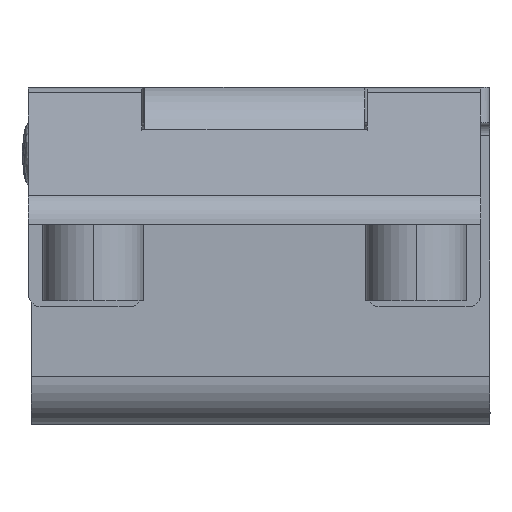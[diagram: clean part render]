
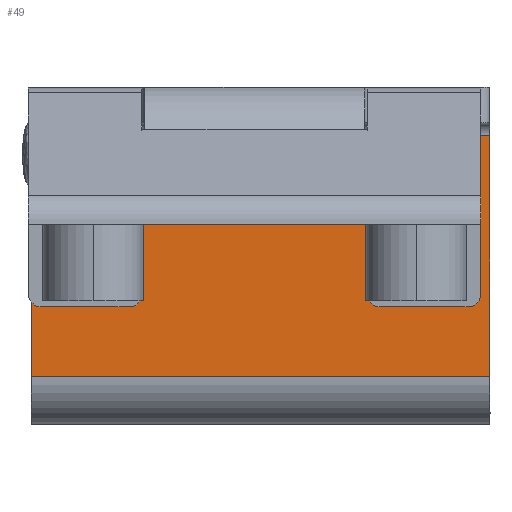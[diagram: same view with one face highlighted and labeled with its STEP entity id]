
A CAD part, left-side view. The second image highlights one B-rep face of the part: STEP entity #49.
In plain terms, the highlighted planar face has unit normal (-1, 0, 0).
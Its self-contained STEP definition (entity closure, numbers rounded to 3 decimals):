
#49=ADVANCED_FACE('',(#153),#1799,.T.);
#153=FACE_OUTER_BOUND('',#265,.T.);
#265=EDGE_LOOP('',(#457,#458,#459,#460));
#457=ORIENTED_EDGE('',*,*,#1011,.T.);
#458=ORIENTED_EDGE('',*,*,#944,.T.);
#459=ORIENTED_EDGE('',*,*,#1004,.T.);
#460=ORIENTED_EDGE('',*,*,#946,.F.);
#944=EDGE_CURVE('',#1613,#1603,#1442,.T.);
#946=EDGE_CURVE('',#1614,#1604,#1444,.T.);
#1004=EDGE_CURVE('',#1603,#1604,#1476,.T.);
#1011=EDGE_CURVE('',#1614,#1613,#1479,.T.);
#1442=B_SPLINE_CURVE_WITH_KNOTS('',1,(#2608,#2609),.UNSPECIFIED.,.F.,.F.,
(2,2),(191.458,210.358),.UNSPECIFIED.);
#1444=B_SPLINE_CURVE_WITH_KNOTS('',1,(#2612,#2613),.UNSPECIFIED.,.F.,.F.,
(2,2),(191.458,210.358),.UNSPECIFIED.);
#1476=B_SPLINE_CURVE_WITH_KNOTS('',1,(#2746,#2747),.UNSPECIFIED.,.F.,.F.,
(2,2),(0.,36.),.UNSPECIFIED.);
#1479=B_SPLINE_CURVE_WITH_KNOTS('',1,(#2764,#2765),.UNSPECIFIED.,.F.,.F.,
(2,2),(0.,36.),.UNSPECIFIED.);
#1603=VERTEX_POINT('',#2512);
#1604=VERTEX_POINT('',#2513);
#1613=VERTEX_POINT('',#2522);
#1614=VERTEX_POINT('',#2523);
#1799=PLANE('',#1936);
#1936=AXIS2_PLACEMENT_3D('',#2436,#2136,$);
#2136=DIRECTION('',(-1.,0.,0.));
#2436=CARTESIAN_POINT('',(37.118,-18.475,-22.231));
#2512=CARTESIAN_POINT('',(37.118,-18.475,0.469));
#2513=CARTESIAN_POINT('',(37.118,17.525,0.469));
#2522=CARTESIAN_POINT('',(37.118,-18.475,-18.431));
#2523=CARTESIAN_POINT('',(37.118,17.525,-18.431));
#2608=CARTESIAN_POINT('',(37.118,-18.475,-18.431));
#2609=CARTESIAN_POINT('',(37.118,-18.475,0.469));
#2612=CARTESIAN_POINT('',(37.118,17.525,-18.431));
#2613=CARTESIAN_POINT('',(37.118,17.525,0.469));
#2746=CARTESIAN_POINT('',(37.118,-18.475,0.469));
#2747=CARTESIAN_POINT('',(37.118,17.525,0.469));
#2764=CARTESIAN_POINT('',(37.118,17.525,-18.431));
#2765=CARTESIAN_POINT('',(37.118,-18.475,-18.431));
